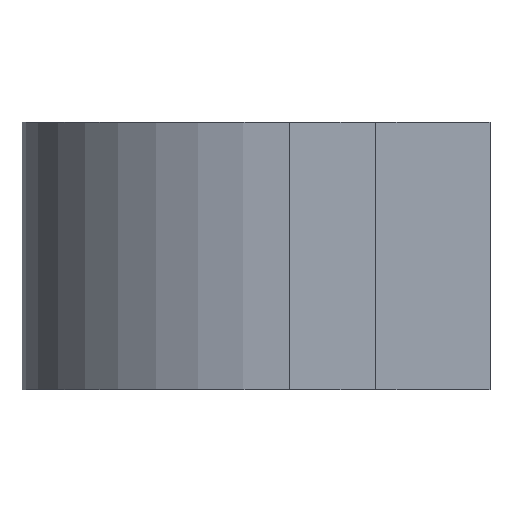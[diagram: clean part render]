
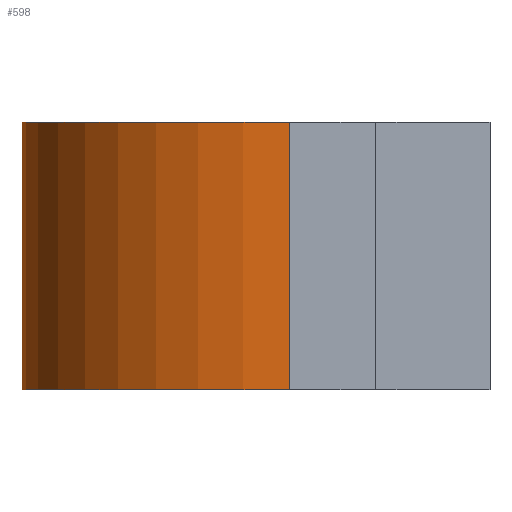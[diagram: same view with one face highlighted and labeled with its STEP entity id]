
A CAD part, left-side view. The second image highlights one B-rep face of the part: STEP entity #598.
In plain terms, the highlighted cylindrical face has radius 14 mm (diameter 28 mm), a partial arc.
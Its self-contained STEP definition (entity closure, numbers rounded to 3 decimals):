
#14 = CARTESIAN_POINT ( 'NONE',  ( -28.5, 10.5, -7. ) ) ;
#15 = ORIENTED_EDGE ( 'NONE', *, *, #570, .F. ) ;
#66 = DIRECTION ( 'NONE',  ( 1., 0., 0. ) ) ;
#71 = DIRECTION ( 'NONE',  ( 0., 0., 1. ) ) ;
#74 = CARTESIAN_POINT ( 'NONE',  ( -42.5, 10.5, 7. ) ) ;
#112 = CARTESIAN_POINT ( 'NONE',  ( -42.5, 10.5, -7. ) ) ;
#136 = CARTESIAN_POINT ( 'NONE',  ( -42.5, 10.5, 7. ) ) ;
#184 = CYLINDRICAL_SURFACE ( 'NONE', #273, 14. ) ;
#189 = EDGE_CURVE ( 'NONE', #524, #483, #403, .T. ) ;
#199 = EDGE_CURVE ( 'NONE', #312, #282, #223, .T. ) ;
#209 = DIRECTION ( 'NONE',  ( 1., 0., 0. ) ) ;
#223 = CIRCLE ( 'NONE', #519, 14. ) ;
#230 = ORIENTED_EDGE ( 'NONE', *, *, #199, .F. ) ;
#246 = LINE ( 'NONE', #438, #307 ) ;
#256 = VECTOR ( 'NONE', #422, 1000. ) ;
#273 = AXIS2_PLACEMENT_3D ( 'NONE', #379, #568, #333 ) ;
#282 = VERTEX_POINT ( 'NONE', #74 ) ;
#307 = VECTOR ( 'NONE', #445, 1000. ) ;
#308 = EDGE_LOOP ( 'NONE', ( #427, #15, #230, #409 ) ) ;
#311 = CARTESIAN_POINT ( 'NONE',  ( -28.5, 10.5, 7. ) ) ;
#312 = VERTEX_POINT ( 'NONE', #484 ) ;
#333 = DIRECTION ( 'NONE',  ( -1., 0., 0. ) ) ;
#374 = EDGE_CURVE ( 'NONE', #312, #524, #246, .T. ) ;
#379 = CARTESIAN_POINT ( 'NONE',  ( -28.5, 10.5, 7. ) ) ;
#403 = CIRCLE ( 'NONE', #444, 14. ) ;
#407 = DIRECTION ( 'NONE',  ( 0., 0., 1. ) ) ;
#409 = ORIENTED_EDGE ( 'NONE', *, *, #374, .T. ) ;
#422 = DIRECTION ( 'NONE',  ( 0., 0., -1. ) ) ;
#427 = ORIENTED_EDGE ( 'NONE', *, *, #189, .T. ) ;
#438 = CARTESIAN_POINT ( 'NONE',  ( -14.5, 10.5, 7. ) ) ;
#444 = AXIS2_PLACEMENT_3D ( 'NONE', #14, #407, #209 ) ;
#445 = DIRECTION ( 'NONE',  ( 0., 0., -1. ) ) ;
#476 = CARTESIAN_POINT ( 'NONE',  ( -14.5, 10.5, -7. ) ) ;
#483 = VERTEX_POINT ( 'NONE', #112 ) ;
#484 = CARTESIAN_POINT ( 'NONE',  ( -14.5, 10.5, 7. ) ) ;
#513 = LINE ( 'NONE', #136, #256 ) ;
#519 = AXIS2_PLACEMENT_3D ( 'NONE', #311, #71, #66 ) ;
#524 = VERTEX_POINT ( 'NONE', #476 ) ;
#555 = FACE_OUTER_BOUND ( 'NONE', #308, .T. ) ;
#568 = DIRECTION ( 'NONE',  ( 0., 0., -1. ) ) ;
#570 = EDGE_CURVE ( 'NONE', #282, #483, #513, .T. ) ;
#598 = ADVANCED_FACE ( 'NONE', ( #555 ), #184, .T. ) ;
